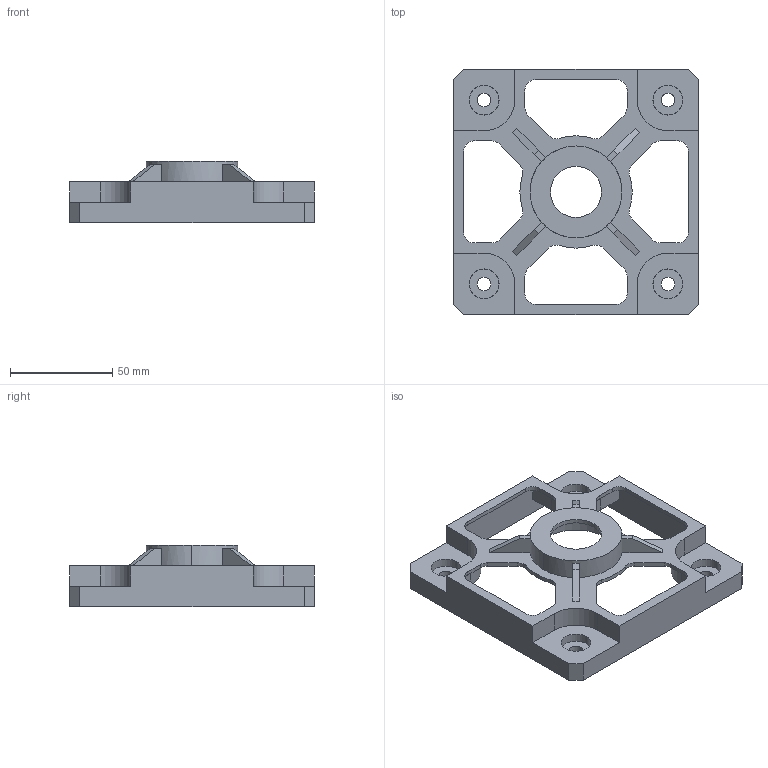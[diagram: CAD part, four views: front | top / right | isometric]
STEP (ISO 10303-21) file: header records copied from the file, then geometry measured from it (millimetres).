
FILE_DESCRIPTION (( 'STEP AP214' ), '1' );
FILE_NAME ('Part34.STEP', '2025-03-03T12:55:58', ( '' ), ( '' ), 'SwSTEP 2.0', 'SolidWorks 2024', '' );
FILE_SCHEMA (( 'AUTOMOTIVE_DESIGN' ));
Length unit declared in the file: millimetre
Products named in the file (1): Part34
Bounding box: 120 x 120 x 30 mm (x, y, z)
Volume: 42017.7 mm3; surface area: 42450.1 mm2
Topology: 1 solids, 1 shells, 166 faces, 451 edges, 298 vertices
Faces by surface type: plane 89, cylinder 69, cone 8
Entity records: 5324 total; most frequent: DIRECTION 939, CARTESIAN_POINT 916, ORIENTED_EDGE 902, EDGE_CURVE 451, AXIS2_PLACEMENT_3D 321, VERTEX_POINT 298, LINE 297, VECTOR 297
